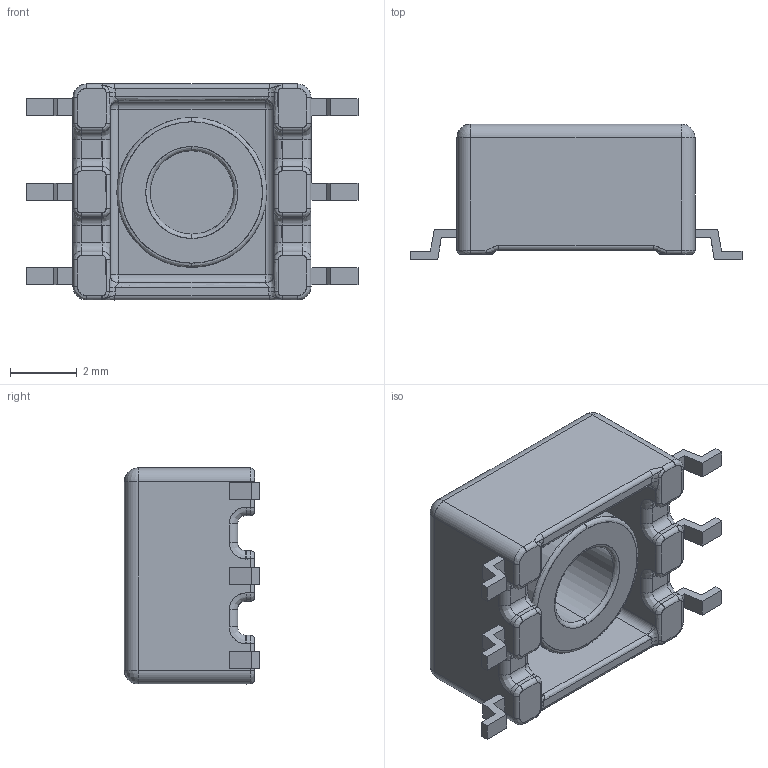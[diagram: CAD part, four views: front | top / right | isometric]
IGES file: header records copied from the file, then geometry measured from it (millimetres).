
Start section: SolidWorks IGES file using analytic representation for surfaces
Global section: file name: TOR_1109_2270.IGS; native system: SolidWorks 2017; preprocessor: SolidWorks 2017; author: toby.kangas; date: 190130.134756; units: millimetre
Bounding box: 9.96 x 4.06 x 6.48 mm (x, y, z)
Surface area: 347.1 mm2 (no closed solid volume)
Topology: 0 solids, 0 shells, 242 faces, 1428 edges, 1420 vertices
Faces by surface type: bspline 150, revolution 92
